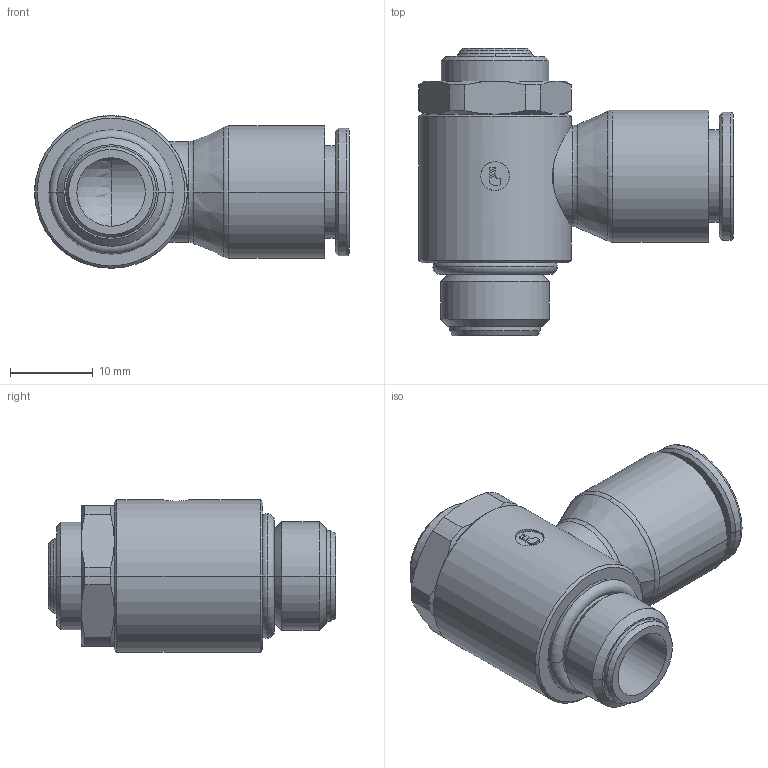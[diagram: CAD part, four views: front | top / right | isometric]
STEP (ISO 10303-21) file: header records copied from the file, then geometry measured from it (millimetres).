
FILE_DESCRIPTION(('STEP AP214'),'1');
FILE_NAME('7010_10_13.stp','2016-07-07T14:53:42',('TraceParts'),('TraceParts S.A.'),'Spatial InterOp 3D',' ',' ');
FILE_SCHEMA(('automotive_design'));
Length unit declared in the file: millimetre
Products named in the file (1): 1
Bounding box: 38.11 x 34.78 x 18.5 mm (x, y, z)
Volume: 7700.4 mm3; surface area: 4913 mm2
Topology: 1 solids, 1 shells, 128 faces, 314 edges, 192 vertices
Faces by surface type: cylinder 38, cone 36, plane 34, torus 14, sphere 6
Entity records: 4037 total; most frequent: CARTESIAN_POINT 1003, DIRECTION 686, ORIENTED_EDGE 612, EDGE_CURVE 306, AXIS2_PLACEMENT_3D 289, VERTEX_POINT 192, CIRCLE 160, EDGE_LOOP 142
